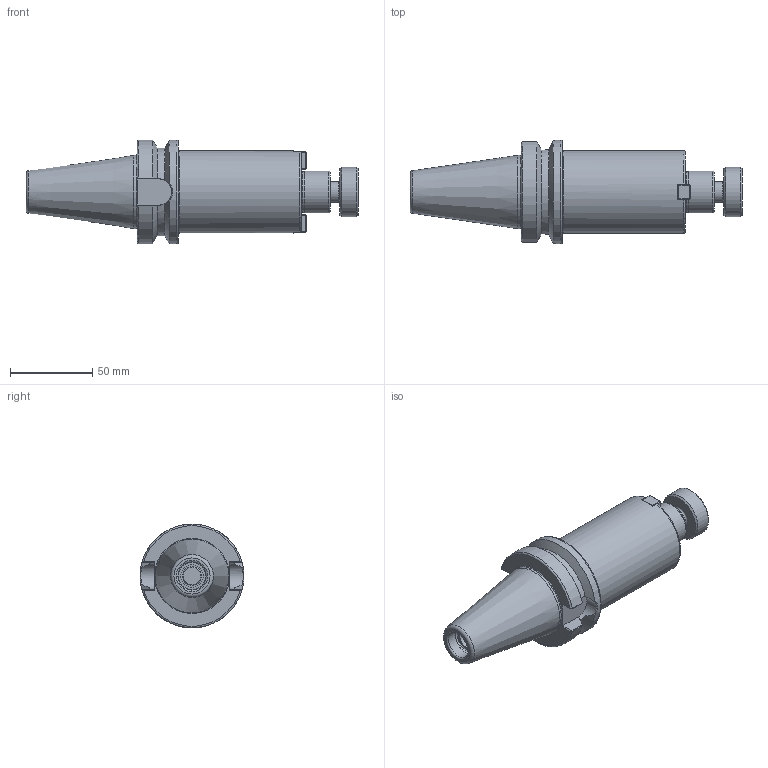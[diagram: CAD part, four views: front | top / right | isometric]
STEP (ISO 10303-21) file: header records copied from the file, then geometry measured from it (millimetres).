
FILE_DESCRIPTION(/* description */ (''),/* implementation_level */ '2;1');
FILE_NAME(/* name */ 'BT40-SM100-0400.stp',/* time_stamp */ '2019-07-23T12:01:32-05:00',/* author */ ('ldfli'),/* organization */ (''),/* preprocessor_version */ 'ST-DEVELOPER v18',/* originating_system */ 'Autodesk Inventor LT',/* authorisation */ '');
FILE_SCHEMA (('AUTOMOTIVE_DESIGN { 1 0 10303 214 3 1 1 }'));
Length unit declared in the file: millimetre
Products named in the file (1): BT40-SM100-0400
Bounding box: 201.4 x 63 x 63 mm (x, y, z)
Volume: 276340.5 mm3; surface area: 44855.2 mm2
Topology: 4 solids, 4 shells, 186 faces, 452 edges, 293 vertices
Faces by surface type: plane 117, cylinder 31, cone 15, torus 13, bspline 10
Full cylindrical faces by diameter (mm): 3.242 x2, 4 x2, 4.5 x2, 7 x2, 8 x2, 11.328 x1, 12.7 x1, 13.835 x1, 17 x1, 17.5 x1, 18 x1, 24.9 x1, 25.4 x1, 30 x1, 50 x1, 63 x1
Entity records: 5974 total; most frequent: CARTESIAN_POINT 1559, DIRECTION 906, ORIENTED_EDGE 900, EDGE_CURVE 450, AXIS2_PLACEMENT_3D 326, VERTEX_POINT 293, LINE 254, VECTOR 254
